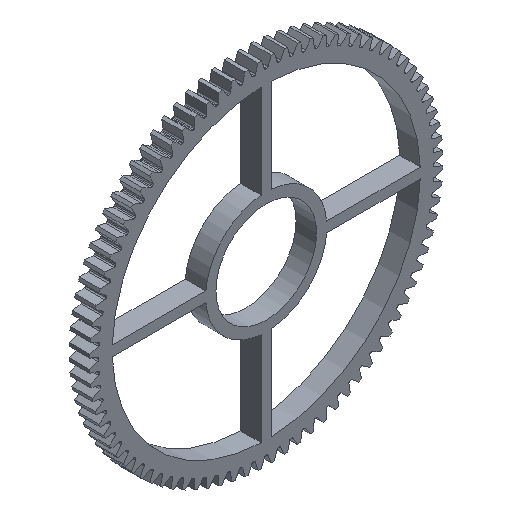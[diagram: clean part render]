
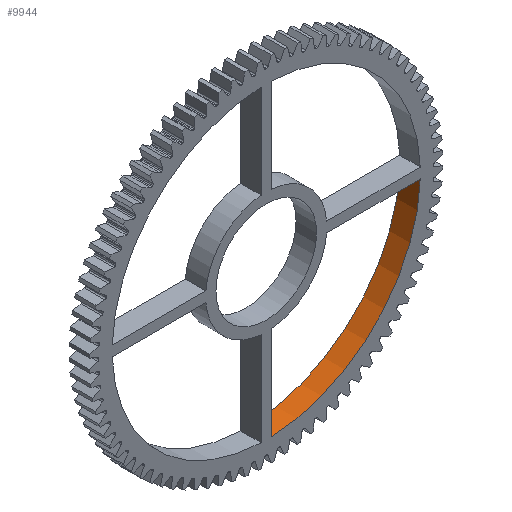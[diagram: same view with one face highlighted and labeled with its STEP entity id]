
A CAD part, isometric view. The second image highlights one B-rep face of the part: STEP entity #9944.
In plain terms, the highlighted cylindrical face has radius 47.625 mm (diameter 95.25 mm), a partial arc.
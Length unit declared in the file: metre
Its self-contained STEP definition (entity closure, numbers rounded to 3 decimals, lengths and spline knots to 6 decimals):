
#520=CYLINDRICAL_SURFACE('',#11002,0.047625);
#1054=LINE('',#21959,#1590);
#1055=LINE('',#21961,#1591);
#1590=VECTOR('',#13615,1.);
#1591=VECTOR('',#13618,1.);
#5027=ORIENTED_EDGE('',*,*,#5572,.T.);
#5028=ORIENTED_EDGE('',*,*,#6612,.T.);
#5029=ORIENTED_EDGE('',*,*,#5582,.T.);
#5030=ORIENTED_EDGE('',*,*,#6613,.F.);
#5572=EDGE_CURVE('',#7135,#7134,#8003,.T.);
#5582=EDGE_CURVE('',#7141,#7144,#8008,.T.);
#6612=EDGE_CURVE('',#7134,#7141,#1054,.T.);
#6613=EDGE_CURVE('',#7135,#7144,#1055,.T.);
#7134=VERTEX_POINT('',#16686);
#7135=VERTEX_POINT('',#16688);
#7141=VERTEX_POINT('',#16702);
#7144=VERTEX_POINT('',#16707);
#8003=CIRCLE('',#10308,0.047625);
#8008=CIRCLE('',#10314,0.047625);
#8876=EDGE_LOOP('',(#5027,#5028,#5029,#5030));
#9410=FACE_BOUND('',#8876,.T.);
#9944=ADVANCED_FACE('',(#9410),#520,.F.);
#10308=AXIS2_PLACEMENT_3D('',#16687,#11703,#11704);
#10314=AXIS2_PLACEMENT_3D('',#16708,#11720,#11721);
#11002=AXIS2_PLACEMENT_3D('',#21960,#13616,#13617);
#11703=DIRECTION('',(0.,-1.,0.));
#11704=DIRECTION('',(0.,0.,-1.));
#11720=DIRECTION('',(0.,1.,0.));
#11721=DIRECTION('',(0.,0.,1.));
#13615=DIRECTION('',(0.,1.,0.));
#13616=DIRECTION('',(0.,1.,0.));
#13617=DIRECTION('',(0.,0.,1.));
#13618=DIRECTION('',(0.,1.,0.));
#16686=CARTESIAN_POINT('',(0.047599,-0.00635,-0.001588));
#16687=CARTESIAN_POINT('',(0.,-0.00635,0.));
#16688=CARTESIAN_POINT('',(0.001588,-0.00635,-0.047599));
#16702=CARTESIAN_POINT('',(0.047599,0.,-0.001588));
#16707=CARTESIAN_POINT('',(0.001588,0.,-0.047599));
#16708=CARTESIAN_POINT('',(0.,0.,0.));
#21959=CARTESIAN_POINT('',(0.047599,-0.0254,-0.001588));
#21960=CARTESIAN_POINT('',(0.,-0.0254,0.));
#21961=CARTESIAN_POINT('',(0.001588,-0.0254,-0.047599));
